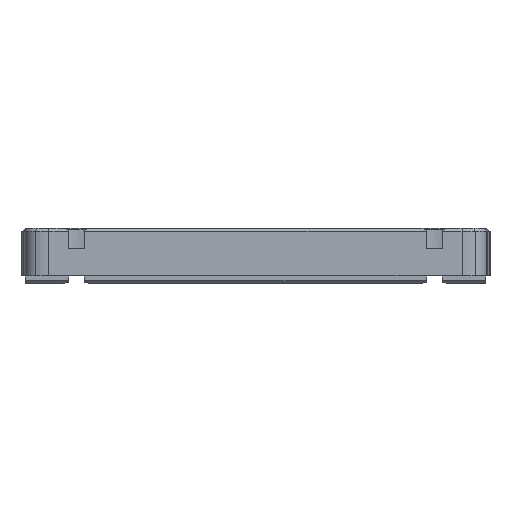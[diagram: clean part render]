
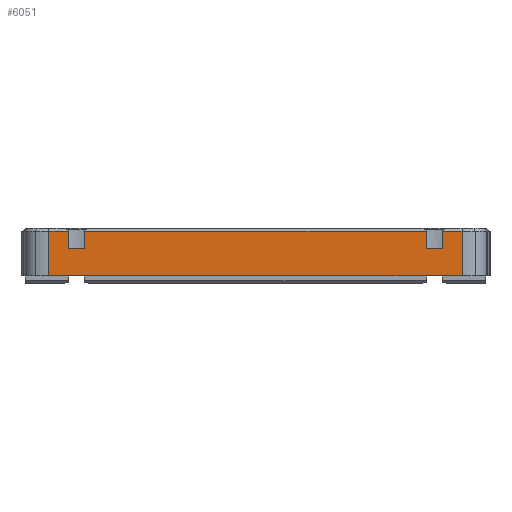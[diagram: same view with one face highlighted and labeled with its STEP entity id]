
A CAD part, front view. The second image highlights one B-rep face of the part: STEP entity #6051.
In plain terms, the highlighted planar face has unit normal (-0.002, -1, 0).
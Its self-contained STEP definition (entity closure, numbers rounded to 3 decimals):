
#310=PLANE('',#6481);
#569=FACE_OUTER_BOUND('',#961,.T.);
#961=EDGE_LOOP('',(#4348,#4349,#4350,#4351,#4352,#4353,#4354,#4355,#4356,
#4357,#4358,#4359));
#1409=LINE('',#9526,#2063);
#1411=LINE('',#9544,#2065);
#1414=LINE('',#9550,#2068);
#1415=LINE('',#9552,#2069);
#1416=LINE('',#9554,#2070);
#1417=LINE('',#9556,#2071);
#1418=LINE('',#9558,#2072);
#1419=LINE('',#9560,#2073);
#1420=LINE('',#9562,#2074);
#1421=LINE('',#9564,#2075);
#1422=LINE('',#9566,#2076);
#1423=LINE('',#9567,#2077);
#2063=VECTOR('',#6979,10.);
#2065=VECTOR('',#6987,10.);
#2068=VECTOR('',#6992,10.);
#2069=VECTOR('',#6993,10.);
#2070=VECTOR('',#6994,10.);
#2071=VECTOR('',#6995,10.);
#2072=VECTOR('',#6996,10.);
#2073=VECTOR('',#6997,10.);
#2074=VECTOR('',#6998,10.);
#2075=VECTOR('',#6999,10.);
#2076=VECTOR('',#7000,10.);
#2077=VECTOR('',#7001,10.);
#2855=VERTEX_POINT('',#9523);
#2856=VERTEX_POINT('',#9525);
#2860=VERTEX_POINT('',#9543);
#2862=VERTEX_POINT('',#9549);
#2863=VERTEX_POINT('',#9551);
#2864=VERTEX_POINT('',#9553);
#2865=VERTEX_POINT('',#9555);
#2866=VERTEX_POINT('',#9557);
#2867=VERTEX_POINT('',#9559);
#2868=VERTEX_POINT('',#9561);
#2869=VERTEX_POINT('',#9563);
#2870=VERTEX_POINT('',#9565);
#3406=EDGE_CURVE('',#2855,#2856,#1409,.T.);
#3412=EDGE_CURVE('',#2860,#2856,#1411,.T.);
#3415=EDGE_CURVE('',#2855,#2862,#1414,.T.);
#3416=EDGE_CURVE('',#2863,#2862,#1415,.T.);
#3417=EDGE_CURVE('',#2863,#2864,#1416,.T.);
#3418=EDGE_CURVE('',#2865,#2864,#1417,.T.);
#3419=EDGE_CURVE('',#2866,#2865,#1418,.T.);
#3420=EDGE_CURVE('',#2867,#2866,#1419,.T.);
#3421=EDGE_CURVE('',#2868,#2867,#1420,.T.);
#3422=EDGE_CURVE('',#2869,#2868,#1421,.T.);
#3423=EDGE_CURVE('',#2869,#2870,#1422,.T.);
#3424=EDGE_CURVE('',#2860,#2870,#1423,.T.);
#4348=ORIENTED_EDGE('',*,*,#3406,.F.);
#4349=ORIENTED_EDGE('',*,*,#3415,.T.);
#4350=ORIENTED_EDGE('',*,*,#3416,.F.);
#4351=ORIENTED_EDGE('',*,*,#3417,.T.);
#4352=ORIENTED_EDGE('',*,*,#3418,.F.);
#4353=ORIENTED_EDGE('',*,*,#3419,.F.);
#4354=ORIENTED_EDGE('',*,*,#3420,.F.);
#4355=ORIENTED_EDGE('',*,*,#3421,.F.);
#4356=ORIENTED_EDGE('',*,*,#3422,.F.);
#4357=ORIENTED_EDGE('',*,*,#3423,.T.);
#4358=ORIENTED_EDGE('',*,*,#3424,.F.);
#4359=ORIENTED_EDGE('',*,*,#3412,.T.);
#6051=ADVANCED_FACE('',(#569),#310,.T.);
#6481=AXIS2_PLACEMENT_3D('',#9548,#6990,#6991);
#6979=DIRECTION('',(1.,-0.002,0.));
#6987=DIRECTION('',(0.,0.,1.));
#6990=DIRECTION('center_axis',(-0.002,-1.,
0.));
#6991=DIRECTION('ref_axis',(1.,-0.002,0.));
#6992=DIRECTION('',(0.,0.,-1.));
#6993=DIRECTION('',(1.,-0.002,0.));
#6994=DIRECTION('',(0.,0.,1.));
#6995=DIRECTION('',(1.,-0.002,0.));
#6996=DIRECTION('',(0.,0.,1.));
#6997=DIRECTION('',(-1.,0.002,0.));
#6998=DIRECTION('',(0.,0.,-1.));
#6999=DIRECTION('',(1.,-0.002,0.));
#7000=DIRECTION('',(0.,0.,-1.));
#7001=DIRECTION('',(1.,-0.002,0.));
#9523=CARTESIAN_POINT('',(-35.948,-27.237,3.098));
#9525=CARTESIAN_POINT('',(7.052,-27.315,3.098));
#9526=CARTESIAN_POINT('',(-29.928,-27.248,3.098));
#9543=CARTESIAN_POINT('',(7.052,-27.315,0.898));
#9544=CARTESIAN_POINT('',(7.052,-27.315,0.498));
#9548=CARTESIAN_POINT('Origin',(-45.422,-27.22,-2.502));
#9549=CARTESIAN_POINT('',(-35.948,-27.237,0.898));
#9550=CARTESIAN_POINT('',(-35.948,-27.237,0.498));
#9551=CARTESIAN_POINT('',(-37.948,-27.234,0.898));
#9552=CARTESIAN_POINT('',(-37.948,-27.234,0.898));
#9553=CARTESIAN_POINT('',(-37.948,-27.234,3.098));
#9554=CARTESIAN_POINT('',(-37.948,-27.234,0.498));
#9555=CARTESIAN_POINT('',(-40.422,-27.229,3.098));
#9556=CARTESIAN_POINT('',(-29.928,-27.248,3.098));
#9557=CARTESIAN_POINT('',(-40.422,-27.229,-2.502));
#9558=CARTESIAN_POINT('',(-40.422,-27.229,-2.502));
#9559=CARTESIAN_POINT('',(11.545,-27.323,-2.502));
#9560=CARTESIAN_POINT('',(16.545,-27.332,-2.502));
#9561=CARTESIAN_POINT('',(11.545,-27.323,3.098));
#9562=CARTESIAN_POINT('',(11.545,-27.323,-2.502));
#9563=CARTESIAN_POINT('',(9.052,-27.319,3.098));
#9564=CARTESIAN_POINT('',(-29.928,-27.248,3.098));
#9565=CARTESIAN_POINT('',(9.052,-27.319,0.898));
#9566=CARTESIAN_POINT('',(9.052,-27.319,0.498));
#9567=CARTESIAN_POINT('',(7.052,-27.315,0.898));
